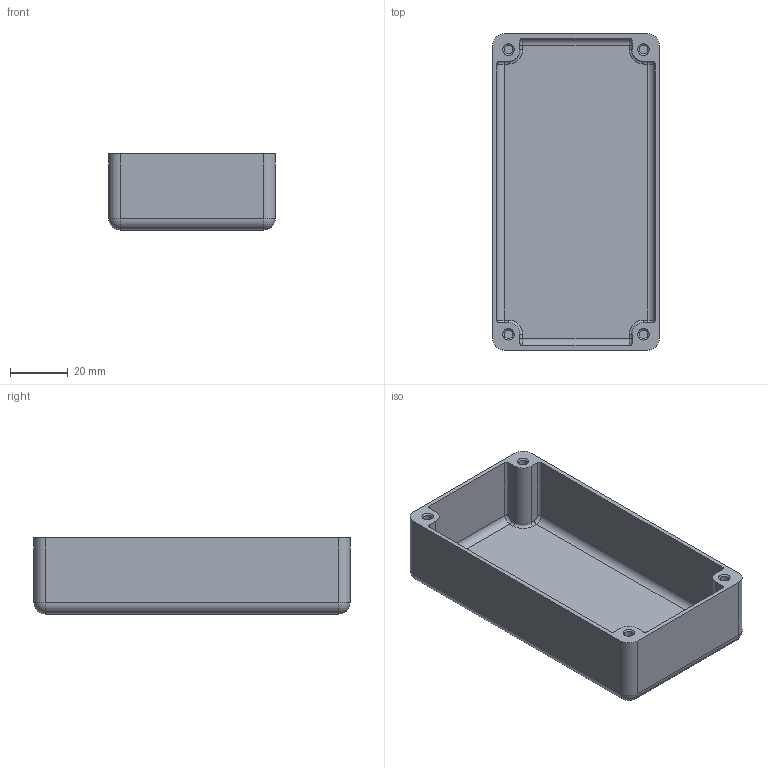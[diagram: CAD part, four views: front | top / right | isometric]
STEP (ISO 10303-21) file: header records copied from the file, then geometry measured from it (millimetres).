
FILE_DESCRIPTION(('FreeCAD Model'),'2;1');
FILE_NAME('Open CASCADE Shape Model','2025-09-17T12:41:20',(''),(''), 'Open CASCADE STEP processor 7.8','FreeCAD','Unknown');
FILE_SCHEMA(('AUTOMOTIVE_DESIGN { 1 0 10303 214 1 1 1 1 }'));
Length unit declared in the file: millimetre
Products named in the file (1): Body010
Bounding box: 58 x 110 x 26.5 mm (x, y, z)
Volume: 26782 mm3; surface area: 28594.3 mm2
Topology: 1 solids, 1 shells, 79 faces, 180 edges, 104 vertices
Faces by surface type: cylinder 36, plane 23, torus 12, cone 4, sphere 4
Full cylindrical faces by diameter (mm): 3 x4
Entity records: 2202 total; most frequent: DIRECTION 424, CARTESIAN_POINT 360, ORIENTED_EDGE 352, EDGE_CURVE 176, AXIS2_PLACEMENT_3D 168, VERTEX_POINT 104, CIRCLE 88, LINE 88
